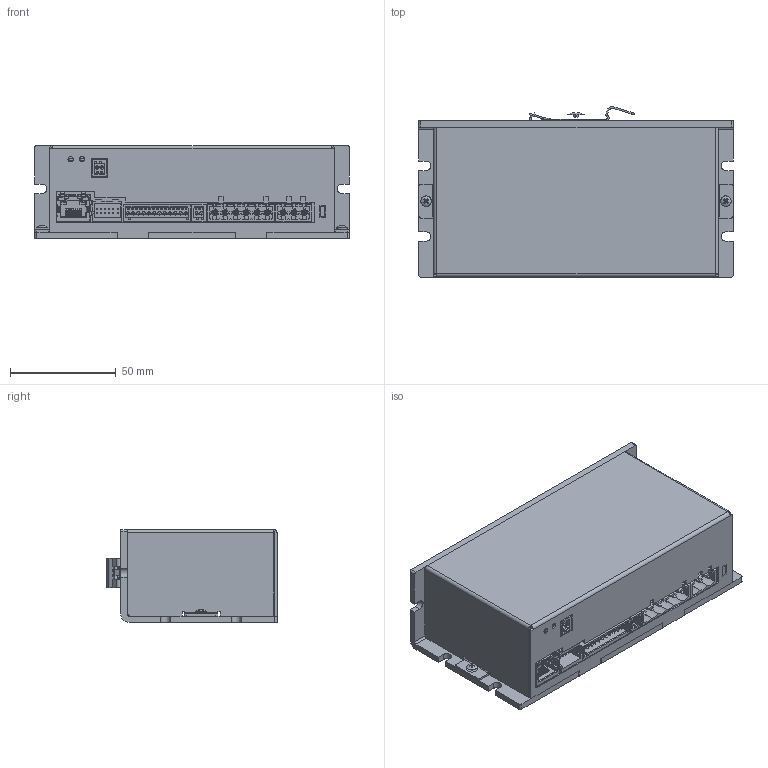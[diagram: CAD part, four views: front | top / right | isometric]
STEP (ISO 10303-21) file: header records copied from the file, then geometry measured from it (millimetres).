
FILE_DESCRIPTION(/* description */ (''),/* implementation_level */ '2;1');
FILE_NAME(/* name */ 'D-00003738.stp',/* time_stamp */ '2020-07-16T12:41:53+02:00',/* author */ ('angelika.schneid'),/* organization */ (''),/* preprocessor_version */ 'ST-DEVELOPER v17.2',/* originating_system */ 'Autodesk Inventor 2019',/* authorisation */ '');
FILE_SCHEMA (('AUTOMOTIVE_DESIGN { 1 0 10303 214 3 1 1 }'));
Products named in the file (1): D-00003738_Shrinkwrap_1
Bounding box: 149 x 80.88 x 44 mm (x, y, z)
Volume: 79137.5 mm3; surface area: 89493.5 mm2
Topology: 11 solids, 13 shells, 2914 faces, 7588 edges, 4838 vertices
Faces by surface type: plane 2192, cylinder 585, bspline 61, cone 48, sphere 17, torus 11
Full cylindrical faces by diameter (mm): 0.457 x3, 0.75 x9, 1.2 x16, 1.6 x13, 2.013 x2, 2.5 x2, 2.75 x9, 3.242 x1, 3.65 x1, 4 x1, 4.2 x6
Entity records: 93110 total; most frequent: CARTESIAN_POINT 18229, ORIENTED_EDGE 15122, DIRECTION 14459, EDGE_CURVE 7573, LINE 5955, VECTOR 5955, VERTEX_POINT 4838, AXIS2_PLACEMENT_3D 4252
